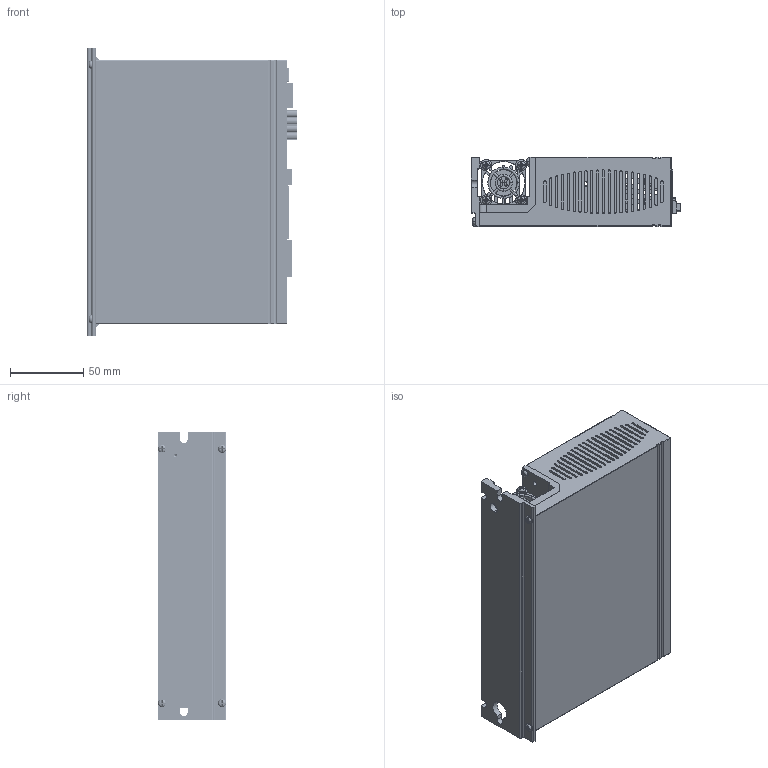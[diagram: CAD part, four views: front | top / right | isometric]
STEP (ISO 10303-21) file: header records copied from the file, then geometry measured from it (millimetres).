
FILE_DESCRIPTION (( 'STEP AP214' ), '1' );
FILE_NAME ('SW5A5080H221-30C0680.STEP', '2025-01-29T19:55:17', ( '' ), ( '' ), 'SwSTEP 2.0', 'SolidWorks 2024', '' );
FILE_SCHEMA (( 'AUTOMOTIVE_DESIGN' ));
Length unit declared in the file: inch
Products named in the file (1): SW5A5080H221-30C0680
Bounding box: 142.95 x 47 x 196.6 mm (x, y, z)
Volume: 343387 mm3; surface area: 313717.2 mm2
Topology: 33 solids, 33 shells, 6114 faces, 16511 edges, 10714 vertices
Faces by surface type: plane 3815, cylinder 1884, bspline 224, cone 121, torus 62, sphere 8
Entity records: 213154 total; most frequent: CARTESIAN_POINT 60473, ORIENTED_EDGE 32948, DIRECTION 29405, EDGE_CURVE 16474, LINE 11291, VECTOR 11291, VERTEX_POINT 10708, AXIS2_PLACEMENT_3D 9057
